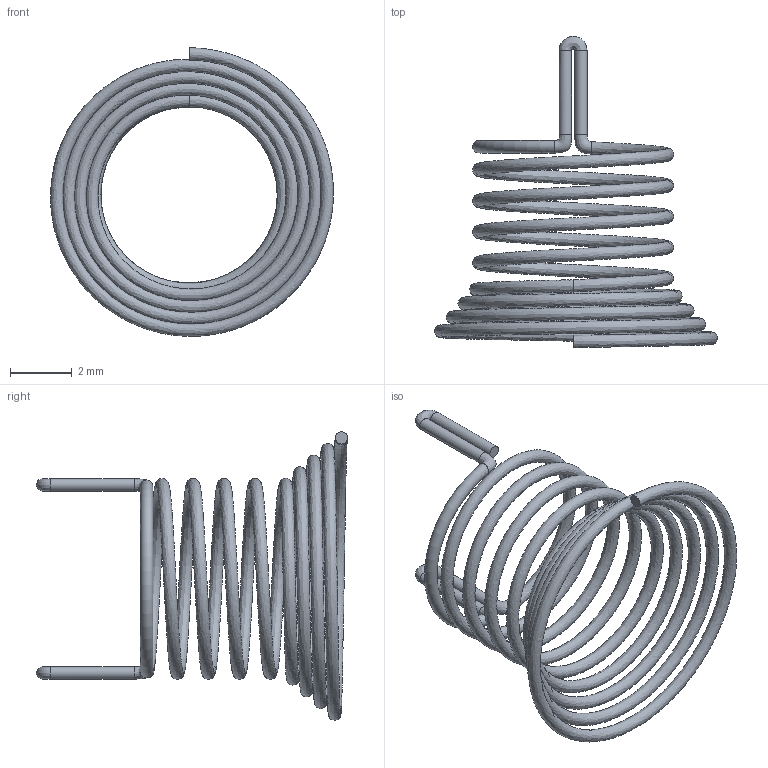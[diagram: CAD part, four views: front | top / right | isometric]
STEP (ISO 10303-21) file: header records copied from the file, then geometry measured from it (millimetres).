
FILE_DESCRIPTION (( 'STEP AP203' ), '1' );
FILE_NAME ('01µ¯»ÉF6.5-7-0.4.STEP', '2024-11-13T09:27:58', ( 'admin' ), ( 'HP' ), 'SwSTEP 2.0', 'SolidWorks 2014', '' );
FILE_SCHEMA (( 'CONFIG_CONTROL_DESIGN' ));
Length unit declared in the file: millimetre
Products named in the file (2): 01粟銅F6.5-7-0.4
Bounding box: 9.14 x 10.06 x 9.33 mm (x, y, z)
Volume: 25.6 mm3; surface area: 256.7 mm2
Topology: 1 solids, 1 shells, 14 faces, 48 edges, 38 vertices
Faces by surface type: bspline 7, cylinder 4, plane 2, torus 1
Full cylindrical faces by diameter (mm): 0.4 x4
Entity records: 2718 total; most frequent: CARTESIAN_POINT 2295, ORIENTED_EDGE 54, DIRECTION 34, VERTEX_POINT 27, EDGE_CURVE 27, FACE_OUTER_BOUND 26, EDGE_LOOP 26, B_SPLINE_CURVE_WITH_KNOTS 21
